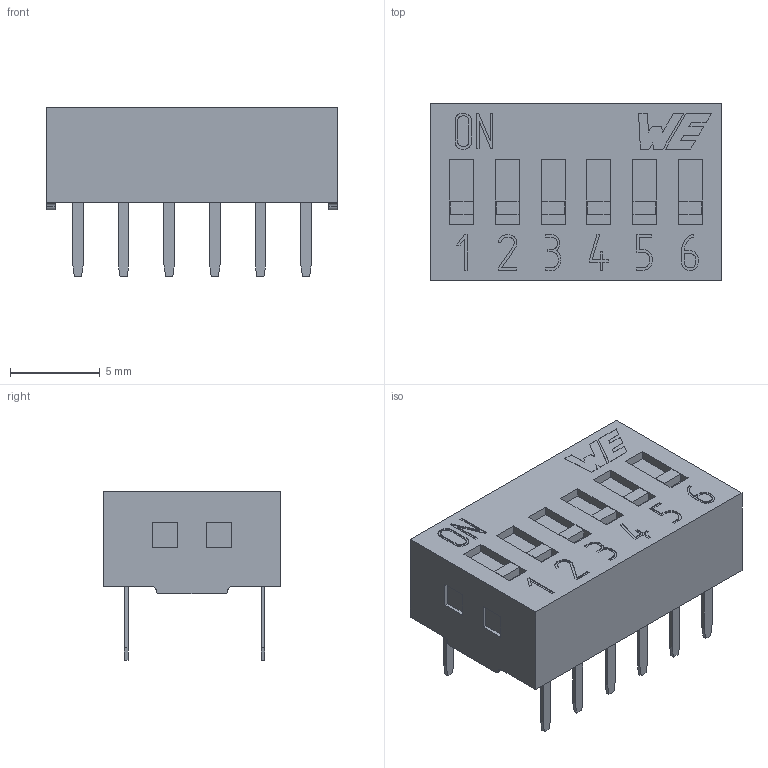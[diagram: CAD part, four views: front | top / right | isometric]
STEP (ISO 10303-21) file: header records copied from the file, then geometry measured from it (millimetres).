
FILE_DESCRIPTION( ( 'Unknown' ), '1' );
FILE_NAME( '418117170906.stp', 'Unknown', ( 'Unknown' ), ( 'Unknown' ), 'PSStep 16.0.42', 'Unknown', ' ' );
FILE_SCHEMA( ( 'AUTOMOTIVE_DESIGN { 1 0 10303 214 1 1 1 1 }' ) );
Length unit declared in the file: millimetre
Products named in the file (4): Assem1; Base_switch; clip; base
Assembly tree (8 placements, depth 2):
  Assem1
    Base_switch
    clip  x6
    base
Bounding box: 16.24 x 9.9 x 9.4 mm (x, y, z)
Volume: 564.9 mm3; surface area: 1761.2 mm2
Topology: 8 solids, 8 shells, 364 faces, 942 edges, 628 vertices
Faces by surface type: plane 332, extrusion 18, cylinder 14
Entity records: 11421 total; most frequent: CARTESIAN_POINT 2407, ORIENTED_EDGE 1460, DIRECTION 1176, EDGE_CURVE 730, VECTOR 600, LINE 582, VERTEX_POINT 488, EDGE_LOOP 322
